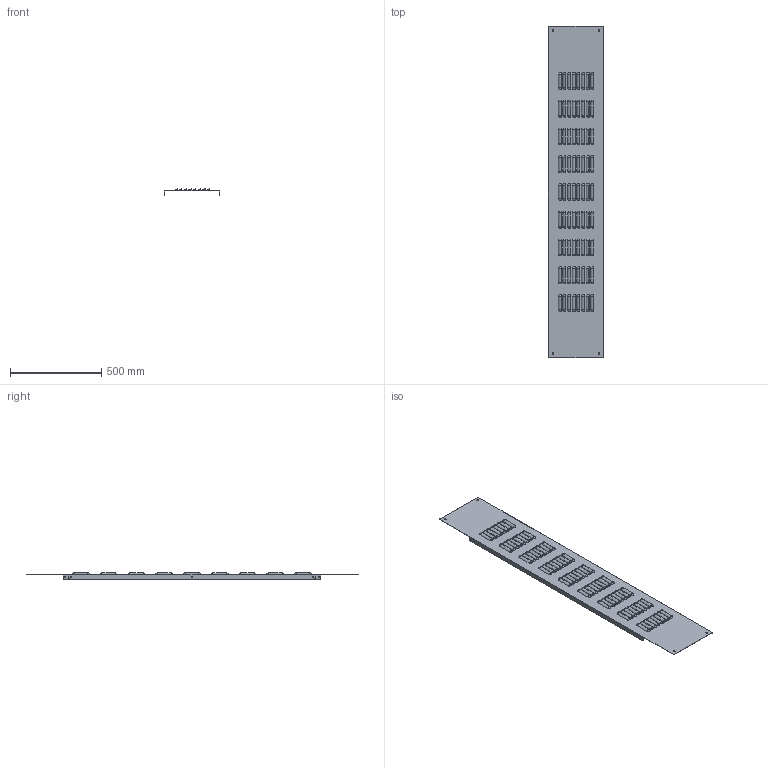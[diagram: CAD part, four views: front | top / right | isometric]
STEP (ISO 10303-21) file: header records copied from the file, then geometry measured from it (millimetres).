
FILE_DESCRIPTION (( 'STEP AP203' ), '1' );
FILE_NAME ('SCE-SKL127280SS.step', '2021-02-09T22:33:12', ( 'ADC123' ), ( 'Microsoft' ), 'SwSTEP 2.0', 'SolidWorks 2019', '' );
FILE_SCHEMA (( 'CONFIG_CONTROL_DESIGN' ));
Products named in the file (1): SCE-SKL127280SS
Bounding box: 303.21 x 1822.45 x 33.32 mm (x, y, z)
Volume: 970292.6 mm3; surface area: 1304142.3 mm2
Topology: 1 solids, 1 shells, 1216 faces, 3058 edges, 1844 vertices
Faces by surface type: bspline 732, plane 314, cylinder 170
Full cylindrical faces by diameter (mm): 7.137 x6
Entity records: 74537 total; most frequent: CARTESIAN_POINT 49923, ORIENTED_EDGE 6104, DIRECTION 3194, EDGE_CURVE 3052, VERTEX_POINT 1844, VECTOR 1544, LINE 1544, EDGE_LOOP 1386
